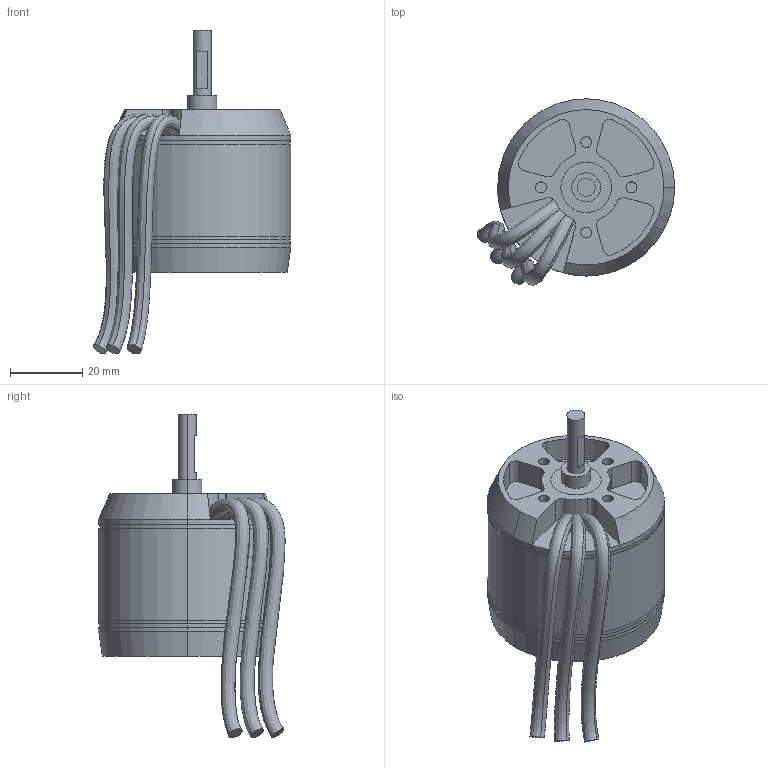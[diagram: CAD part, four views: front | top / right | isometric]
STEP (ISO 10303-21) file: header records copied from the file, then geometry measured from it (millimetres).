
FILE_DESCRIPTION (( 'STEP AP203' ), '1' );
FILE_NAME ('XL52M01 4020.STEP', '2018-12-26T10:13:35', ( '' ), ( '' ), 'SwSTEP 2.0', 'SolidWorks 2018', '' );
FILE_SCHEMA (( 'CONFIG_CONTROL_DESIGN' ));
Length unit declared in the file: millimetre
Products named in the file (1): XL52M01 4020
Bounding box: 54.63 x 51.55 x 89.5 mm (x, y, z)
Volume: 80817.3 mm3; surface area: 23059 mm2
Topology: 6 solids, 6 shells, 103 faces, 225 edges, 148 vertices
Faces by surface type: cylinder 55, plane 37, bspline 9, cone 2
Entity records: 10317 total; most frequent: CARTESIAN_POINT 7890, DIRECTION 536, ORIENTED_EDGE 450, AXIS2_PLACEMENT_3D 226, EDGE_CURVE 225, VERTEX_POINT 148, CIRCLE 131, EDGE_LOOP 121
